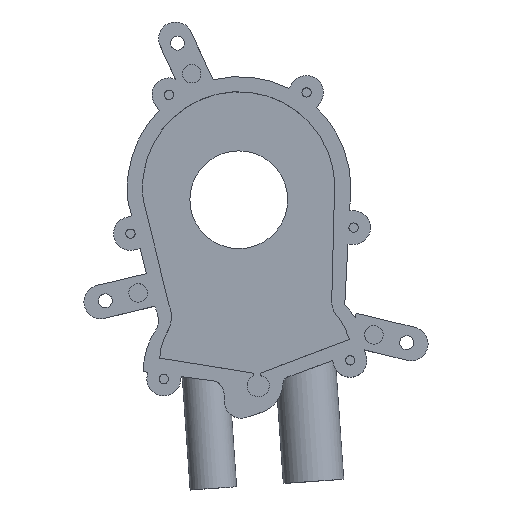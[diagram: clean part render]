
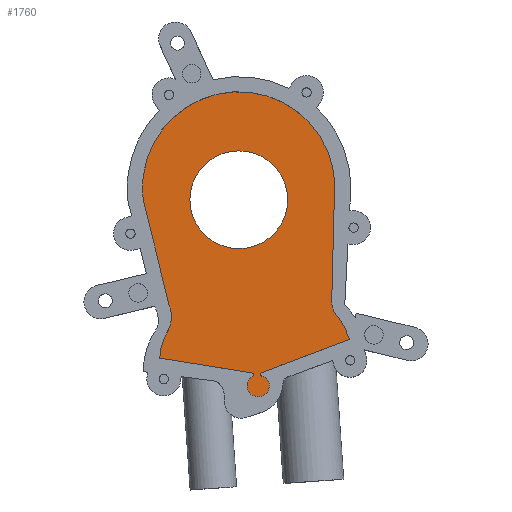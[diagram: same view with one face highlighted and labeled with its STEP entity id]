
A CAD part, top view. The second image highlights one B-rep face of the part: STEP entity #1760.
In plain terms, the highlighted planar face has unit normal (0, 0, 1).
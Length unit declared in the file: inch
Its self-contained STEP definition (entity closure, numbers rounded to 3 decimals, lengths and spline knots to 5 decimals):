
#1040 = EDGE_CURVE( '', #1430, #1468, #2835, .T. );
#1044 = EDGE_CURVE( '', #2254, #1974, #2839, .T. );
#1088 = VERTEX_POINT( '', #2886 );
#1096 = EDGE_CURVE( '', #2030, #1340, #2896, .T. );
#1136 = EDGE_CURVE( '', #1288, #2030, #2938, .T. );
#1184 = VERTEX_POINT( '', #2991 );
#1190 = EDGE_CURVE( '', #2250, #2342, #2998, .T. );
#1288 = VERTEX_POINT( '', #3108 );
#1306 = EDGE_CURVE( '', #1324, #1684, #3127, .T. );
#1324 = VERTEX_POINT( '', #3149 );
#1340 = VERTEX_POINT( '', #3165 );
#1430 = VERTEX_POINT( '', #3257 );
#1460 = EDGE_CURVE( '', #1684, #1430, #3291, .T. );
#1468 = VERTEX_POINT( '', #3299 );
#1476 = VERTEX_POINT( '', #3307 );
#1684 = VERTEX_POINT( '', #3542 );
#1700 = VERTEX_POINT( '', #3558 );
#1760 = ADVANCED_FACE( '', ( #3622, #3623 ), #3624, .F. );
#1904 = EDGE_CURVE( '', #1700, #1288, #3793, .T. );
#1974 = VERTEX_POINT( '', #3867 );
#1994 = EDGE_CURVE( '', #1340, #1184, #3889, .T. );
#2016 = VERTEX_POINT( '', #3916 );
#2030 = VERTEX_POINT( '', #3932 );
#2080 = EDGE_CURVE( '', #1184, #1324, #3988, .T. );
#2160 = EDGE_CURVE( '', #1088, #1476, #4078, .T. );
#2230 = EDGE_CURVE( '', #2016, #1700, #4154, .T. );
#2250 = VERTEX_POINT( '', #4177 );
#2254 = VERTEX_POINT( '', #4181 );
#2342 = VERTEX_POINT( '', #4276 );
#2398 = EDGE_CURVE( '', #2342, #2250, #4338, .T. );
#2524 = EDGE_CURVE( '', #1468, #1088, #4473, .T. );
#2608 = EDGE_CURVE( '', #1974, #2016, #4571, .T. );
#2624 = EDGE_CURVE( '', #1476, #2254, #4588, .T. );
#2835 = LINE( '', #4850, #4851 );
#2839 = LINE( '', #4857, #4858 );
#2886 = CARTESIAN_POINT( '', ( 0.27559, -2.22441, -0.36417 ) );
#2896 = CIRCLE( '', #4944, 1.6263 );
#2938 = CIRCLE( '', #4999, 1.6263 );
#2991 = CARTESIAN_POINT( '', ( -1.25984, -0.66929, -0.36417 ) );
#2998 = CIRCLE( '', #5075, 0.82677 );
#3108 = CARTESIAN_POINT( '', ( 1.53543, 1.10236, -0.36417 ) );
#3127 = CIRCLE( '', #5252, 1.1067 );
#3149 = CARTESIAN_POINT( '', ( -1.25984, -1.08268, -0.36417 ) );
#3165 = CARTESIAN_POINT( '', ( -1.69291, 1.10236, -0.36417 ) );
#3257 = CARTESIAN_POINT( '', ( 0.17717, -1.83071, -0.36417 ) );
#3291 = LINE( '', #5482, #5483 );
#3299 = CARTESIAN_POINT( '', ( 0.17717, -1.87008, -0.36417 ) );
#3307 = CARTESIAN_POINT( '', ( 0.28346, -1.87008, -0.36417 ) );
#3542 = CARTESIAN_POINT( '', ( -1.41732, -1.5748, -0.36417 ) );
#3558 = CARTESIAN_POINT( '', ( 1.49606, -0.47244, -0.36417 ) );
#3622 = FACE_BOUND( '', #5941, .T. );
#3623 = FACE_OUTER_BOUND( '', #5942, .T. );
#3624 = PLANE( '', #5943 );
#3793 = LINE( '', #6164, #6165 );
#3867 = CARTESIAN_POINT( '', ( 1.79134, -1.25984, -0.36417 ) );
#3889 = LINE( '', #6296, #6297 );
#3916 = CARTESIAN_POINT( '', ( 1.53543, -0.80709, -0.36417 ) );
#3932 = CARTESIAN_POINT( '', ( -1.69291, 1.49875, -0.36417 ) );
#3988 = CIRCLE( '', #6426, 0.54011 );
#4078 = CIRCLE( '', #6547, 0.17836 );
#4154 = CIRCLE( '', #6646, 0.57624 );
#4177 = CARTESIAN_POINT( '', ( -0.90551, 1.10236, -0.36417 ) );
#4181 = CARTESIAN_POINT( '', ( 0.28346, -1.83071, -0.36417 ) );
#4276 = CARTESIAN_POINT( '', ( 0.74803, 1.10236, -0.36417 ) );
#4338 = CIRCLE( '', #6898, 0.82677 );
#4473 = CIRCLE( '', #7088, 0.18506 );
#4571 = CIRCLE( '', #7215, 1.11391 );
#4588 = LINE( '', #7238, #7239 );
#4850 = CARTESIAN_POINT( '', ( 0.17717, -1.83071, -0.36417 ) );
#4851 = VECTOR( '', #7440, 0.03937 );
#4857 = CARTESIAN_POINT( '', ( 0.28346, -1.83071, -0.36417 ) );
#4858 = VECTOR( '', #7444, 0.03937 );
#4944 = AXIS2_PLACEMENT_3D( '', #7509, #7510, #7511 );
#4999 = AXIS2_PLACEMENT_3D( '', #7544, #7545, #7546 );
#5075 = AXIS2_PLACEMENT_3D( '', #7612, #7613, #7614 );
#5252 = AXIS2_PLACEMENT_3D( '', #7769, #7770, #7771 );
#5482 = CARTESIAN_POINT( '', ( -1.41732, -1.5748, -0.36417 ) );
#5483 = VECTOR( '', #7914, 0.03937 );
#5941 = EDGE_LOOP( '', ( #8288, #8289 ) );
#5942 = EDGE_LOOP( '', ( #8290, #8291, #8292, #8293, #8294, #8295, #8296, #8297, #8298, #8299, #8300, #8301, #8302, #8303 ) );
#5943 = AXIS2_PLACEMENT_3D( '', #8304, #8305, #8306 );
#6164 = CARTESIAN_POINT( '', ( 1.49606, -0.47244, -0.36417 ) );
#6165 = VECTOR( '', #8550, 0.03937 );
#6296 = CARTESIAN_POINT( '', ( -1.69291, 1.10236, -0.36417 ) );
#6297 = VECTOR( '', #8631, 0.03937 );
#6426 = AXIS2_PLACEMENT_3D( '', #8777, #8778, #8779 );
#6547 = AXIS2_PLACEMENT_3D( '', #8891, #8892, #8893 );
#6646 = AXIS2_PLACEMENT_3D( '', #8986, #8987, #8988 );
#6898 = AXIS2_PLACEMENT_3D( '', #9196, #9197, #9198 );
#7088 = AXIS2_PLACEMENT_3D( '', #9310, #9311, #9312 );
#7215 = AXIS2_PLACEMENT_3D( '', #9492, #9493, #9494 );
#7238 = CARTESIAN_POINT( '', ( 0.28346, -1.87008, -0.36417 ) );
#7239 = VECTOR( '', #9508, 0.03937 );
#7440 = DIRECTION( '', ( 0., -1., 0. ) );
#7444 = DIRECTION( '', ( 0.935, 0.354, 0. ) );
#7509 = CARTESIAN_POINT( '', ( -0.07874, 1.30056, -0.36417 ) );
#7510 = DIRECTION( '', ( 0., 0., 1. ) );
#7511 = DIRECTION( '', ( 0.993, -0.122, 0. ) );
#7544 = CARTESIAN_POINT( '', ( -0.07874, 1.30056, -0.36417 ) );
#7545 = DIRECTION( '', ( 0., 0., 1. ) );
#7546 = DIRECTION( '', ( 0.993, -0.122, 0. ) );
#7612 = CARTESIAN_POINT( '', ( -0.07874, 1.10236, -0.36417 ) );
#7613 = DIRECTION( '', ( 0., 0., -1. ) );
#7614 = DIRECTION( '', ( 1., 0., 0. ) );
#7769 = CARTESIAN_POINT( '', ( -0.31366, -1.65672, -0.36417 ) );
#7770 = DIRECTION( '', ( 0., 0., 1. ) );
#7771 = DIRECTION( '', ( -0.855, 0.519, 0. ) );
#7914 = DIRECTION( '', ( 0.987, -0.158, 0. ) );
#8288 = ORIENTED_EDGE( '', *, *, #1190, .T. );
#8289 = ORIENTED_EDGE( '', *, *, #2398, .T. );
#8290 = ORIENTED_EDGE( '', *, *, #1136, .T. );
#8291 = ORIENTED_EDGE( '', *, *, #1096, .T. );
#8292 = ORIENTED_EDGE( '', *, *, #1994, .T. );
#8293 = ORIENTED_EDGE( '', *, *, #2080, .T. );
#8294 = ORIENTED_EDGE( '', *, *, #1306, .T. );
#8295 = ORIENTED_EDGE( '', *, *, #1460, .T. );
#8296 = ORIENTED_EDGE( '', *, *, #1040, .T. );
#8297 = ORIENTED_EDGE( '', *, *, #2524, .T. );
#8298 = ORIENTED_EDGE( '', *, *, #2160, .T. );
#8299 = ORIENTED_EDGE( '', *, *, #2624, .T. );
#8300 = ORIENTED_EDGE( '', *, *, #1044, .T. );
#8301 = ORIENTED_EDGE( '', *, *, #2608, .T. );
#8302 = ORIENTED_EDGE( '', *, *, #2230, .T. );
#8303 = ORIENTED_EDGE( '', *, *, #1904, .T. );
#8304 = CARTESIAN_POINT( '', ( 0.14734, -0.91795, -0.36417 ) );
#8305 = DIRECTION( '', ( 0., 0., -1. ) );
#8306 = DIRECTION( '', ( -1., 0., 0. ) );
#8550 = DIRECTION( '', ( 0.025, 1., 0. ) );
#8631 = DIRECTION( '', ( 0.237, -0.971, 0. ) );
#8777 = CARTESIAN_POINT( '', ( -1.75884, -0.87598, -0.36417 ) );
#8778 = DIRECTION( '', ( 0., 0., -1. ) );
#8779 = DIRECTION( '', ( 0.924, 0.383, 0. ) );
#8891 = CARTESIAN_POINT( '', ( 0.25934, -2.0468, -0.36417 ) );
#8892 = DIRECTION( '', ( 0., 0., 1. ) );
#8893 = DIRECTION( '', ( 0.091, -0.996, 0. ) );
#8986 = CARTESIAN_POINT( '', ( 2.06304, -0.57538, -0.36417 ) );
#8987 = DIRECTION( '', ( 0., 0., -1. ) );
#8988 = DIRECTION( '', ( -0.916, -0.402, 0. ) );
#9196 = CARTESIAN_POINT( '', ( -0.07874, 1.10236, -0.36417 ) );
#9197 = DIRECTION( '', ( 0., 0., -1. ) );
#9198 = DIRECTION( '', ( 1., 0., 0. ) );
#9310 = CARTESIAN_POINT( '', ( 0.24656, -2.04164, -0.36417 ) );
#9311 = DIRECTION( '', ( 0., 0., 1. ) );
#9312 = DIRECTION( '', ( -0.375, 0.927, 0. ) );
#9492 = CARTESIAN_POINT( '', ( 0.72045, -1.56643, -0.36417 ) );
#9493 = DIRECTION( '', ( 0., 0., 1. ) );
#9494 = DIRECTION( '', ( 0.961, 0.275, 0. ) );
#9508 = DIRECTION( '', ( 0., 1., 0. ) );
